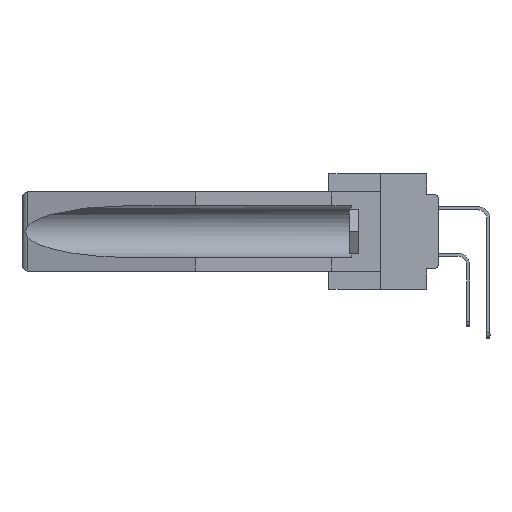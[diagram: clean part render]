
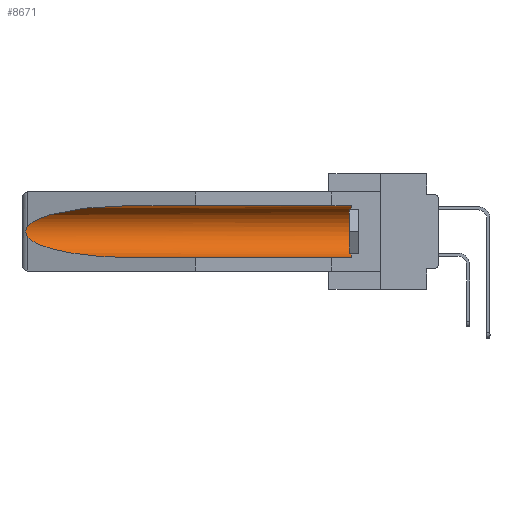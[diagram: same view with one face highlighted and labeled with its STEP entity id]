
A CAD part, left-side view. The second image highlights one B-rep face of the part: STEP entity #8671.
In plain terms, the highlighted cylindrical face has radius 2.857 mm (diameter 5.715 mm), a partial arc.
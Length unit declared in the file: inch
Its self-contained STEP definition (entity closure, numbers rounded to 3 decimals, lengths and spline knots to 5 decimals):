
#72 = EDGE_CURVE ( 'NONE', #2333, #9496, #10835, .T. ) ;
#2244 = CARTESIAN_POINT ( 'NONE',  ( 0.26597, 1.52961, -0.15275 ) ) ;
#2333 = VERTEX_POINT ( 'NONE', #16274 ) ;
#2505 = ORIENTED_EDGE ( 'NONE', *, *, #9607, .F. ) ;
#2942 = VERTEX_POINT ( 'NONE', #25750 ) ;
#3857 = VECTOR ( 'NONE', #16138, 39.37008 ) ;
#4816 = ORIENTED_EDGE ( 'NONE', *, *, #28072, .T. ) ;
#6131 = DIRECTION ( 'NONE',  ( 0., 0., 1. ) ) ;
#6774 = AXIS2_PLACEMENT_3D ( 'NONE', #11896, #12067, #14569 ) ;
#7052 = EDGE_CURVE ( 'NONE', #9496, #2942, #7669, .T. ) ;
#7300 = CARTESIAN_POINT ( 'NONE',  ( 0.155, 1.07973, -0.059 ) ) ;
#7385 = CARTESIAN_POINT ( 'NONE',  ( 0.26654, 1.53092, -0.15636 ) ) ;
#7669 =( BOUNDED_CURVE ( )  B_SPLINE_CURVE ( 3, ( #7300, #24254, #19924, #17261 ),
 .UNSPECIFIED., .F., .F. ) 
 B_SPLINE_CURVE_WITH_KNOTS ( ( 4, 4 ),
 ( 4.71239, 6.08839 ),
 .UNSPECIFIED. ) 
 CURVE ( )  GEOMETRIC_REPRESENTATION_ITEM ( )  RATIONAL_B_SPLINE_CURVE ( ( 1., 0.848, 0.848, 1. ) ) 
 REPRESENTATION_ITEM ( '' )  );
#7704 = ORIENTED_EDGE ( 'NONE', *, *, #7052, .T. ) ;
#8056 = LINE ( 'NONE', #16326, #13492 ) ;
#8671 = ADVANCED_FACE ( 'NONE', ( #11102 ), #18426, .F. ) ;
#9496 = VERTEX_POINT ( 'NONE', #16163 ) ;
#9607 = EDGE_CURVE ( 'NONE', #27455, #25382, #8056, .T. ) ;
#10835 = LINE ( 'NONE', #20956, #3857 ) ;
#11102 = FACE_OUTER_BOUND ( 'NONE', #27636, .T. ) ;
#11896 = CARTESIAN_POINT ( 'NONE',  ( 0.155, 0.126, -0.1715 ) ) ;
#12067 = DIRECTION ( 'NONE',  ( 0., -1., 0. ) ) ;
#12980 = ORIENTED_EDGE ( 'NONE', *, *, #72, .T. ) ;
#13004 = VERTEX_POINT ( 'NONE', #31964 ) ;
#13492 = VECTOR ( 'NONE', #26467, 39.37008 ) ;
#13836 = CARTESIAN_POINT ( 'NONE',  ( 0.155, 0.126, -0.284 ) ) ;
#14569 = DIRECTION ( 'NONE',  ( 0., 0., 1. ) ) ;
#14618 = CARTESIAN_POINT ( 'NONE',  ( 0.155, 1.07973, -0.284 ) ) ;
#15005 = ORIENTED_EDGE ( 'NONE', *, *, #27199, .T. ) ;
#15098 = EDGE_CURVE ( 'NONE', #27455, #2333, #16839, .T. ) ;
#15193 = CARTESIAN_POINT ( 'NONE',  ( 0.26655, 1.53094, -0.18657 ) ) ;
#16138 = DIRECTION ( 'NONE',  ( 0., 1., 0. ) ) ;
#16163 = CARTESIAN_POINT ( 'NONE',  ( 0.155, 1.07973, -0.059 ) ) ;
#16274 = CARTESIAN_POINT ( 'NONE',  ( 0.155, 0.126, -0.059 ) ) ;
#16326 = CARTESIAN_POINT ( 'NONE',  ( 0.155, -0.30754, -0.284 ) ) ;
#16839 = CIRCLE ( 'NONE', #6774, 0.1125 ) ;
#17261 = CARTESIAN_POINT ( 'NONE',  ( 0.26537, 1.52718, -0.14972 ) ) ;
#17503 = CARTESIAN_POINT ( 'NONE',  ( 0.2673, 1.53269, -0.17917 ) ) ;
#17596 = CARTESIAN_POINT ( 'NONE',  ( 0.26537, 1.52718, -0.19328 ) ) ;
#18426 = CYLINDRICAL_SURFACE ( 'NONE', #20338, 0.1125 ) ;
#19924 = CARTESIAN_POINT ( 'NONE',  ( 0.25451, 1.48313, -0.09465 ) ) ;
#20338 = AXIS2_PLACEMENT_3D ( 'NONE', #28573, #21393, #6131 ) ;
#20339 = CARTESIAN_POINT ( 'NONE',  ( 0.2673, 1.5327, -0.16383 ) ) ;
#20956 = CARTESIAN_POINT ( 'NONE',  ( 0.155, -0.30754, -0.059 ) ) ;
#21393 = DIRECTION ( 'NONE',  ( 0., 1., 0. ) ) ;
#22146 = CARTESIAN_POINT ( 'NONE',  ( 0.26537, 1.52718, -0.14972 ) ) ;
#22255 = B_SPLINE_CURVE_WITH_KNOTS ( 'NONE', 3,
 ( #22146, #2244, #7385, #20339, #29988, #30481, #17503, #15193, #27645, #32318 ),
 .UNSPECIFIED., .F., .F.,
 ( 4, 2, 2, 2, 4 ),
 ( 0., 0.00029, 0.00058, 0.00087, 0.00117 ),
 .UNSPECIFIED. ) ;
#24254 = CARTESIAN_POINT ( 'NONE',  ( 0.21114, 1.30732, -0.059 ) ) ;
#24430 = CARTESIAN_POINT ( 'NONE',  ( 0.155, 1.07973, -0.284 ) ) ;
#24631 =( BOUNDED_CURVE ( )  B_SPLINE_CURVE ( 3, ( #17596, #27064, #32733, #14618 ),
 .UNSPECIFIED., .F., .F. ) 
 B_SPLINE_CURVE_WITH_KNOTS ( ( 4, 4 ),
 ( 0.1948, 1.5708 ),
 .UNSPECIFIED. ) 
 CURVE ( )  GEOMETRIC_REPRESENTATION_ITEM ( )  RATIONAL_B_SPLINE_CURVE ( ( 1., 0.848, 0.848, 1. ) ) 
 REPRESENTATION_ITEM ( '' )  );
#25382 = VERTEX_POINT ( 'NONE', #24430 ) ;
#25750 = CARTESIAN_POINT ( 'NONE',  ( 0.26537, 1.52718, -0.14972 ) ) ;
#26467 = DIRECTION ( 'NONE',  ( 0., 1., 0. ) ) ;
#27064 = CARTESIAN_POINT ( 'NONE',  ( 0.25451, 1.48313, -0.24835 ) ) ;
#27199 = EDGE_CURVE ( 'NONE', #2942, #13004, #22255, .T. ) ;
#27455 = VERTEX_POINT ( 'NONE', #13836 ) ;
#27636 = EDGE_LOOP ( 'NONE', ( #7704, #15005, #4816, #2505, #32572, #12980 ) ) ;
#27645 = CARTESIAN_POINT ( 'NONE',  ( 0.26597, 1.5296, -0.19026 ) ) ;
#28072 = EDGE_CURVE ( 'NONE', #13004, #25382, #24631, .T. ) ;
#28573 = CARTESIAN_POINT ( 'NONE',  ( 0.155, -0.30754, -0.1715 ) ) ;
#29988 = CARTESIAN_POINT ( 'NONE',  ( 0.2675, 1.53308, -0.16763 ) ) ;
#30481 = CARTESIAN_POINT ( 'NONE',  ( 0.2675, 1.53308, -0.17534 ) ) ;
#31964 = CARTESIAN_POINT ( 'NONE',  ( 0.26537, 1.52718, -0.19328 ) ) ;
#32318 = CARTESIAN_POINT ( 'NONE',  ( 0.26537, 1.52718, -0.19328 ) ) ;
#32572 = ORIENTED_EDGE ( 'NONE', *, *, #15098, .T. ) ;
#32733 = CARTESIAN_POINT ( 'NONE',  ( 0.21114, 1.30732, -0.284 ) ) ;
